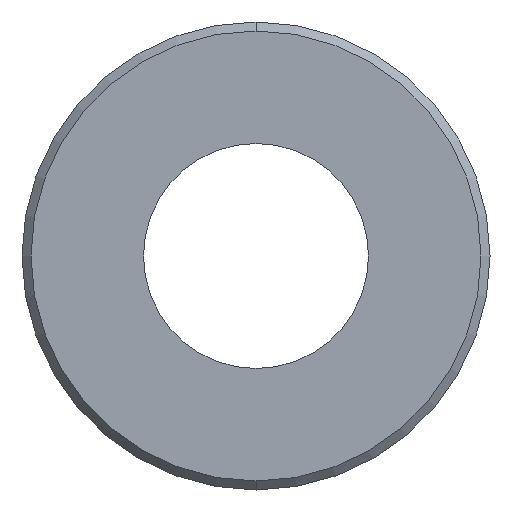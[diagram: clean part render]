
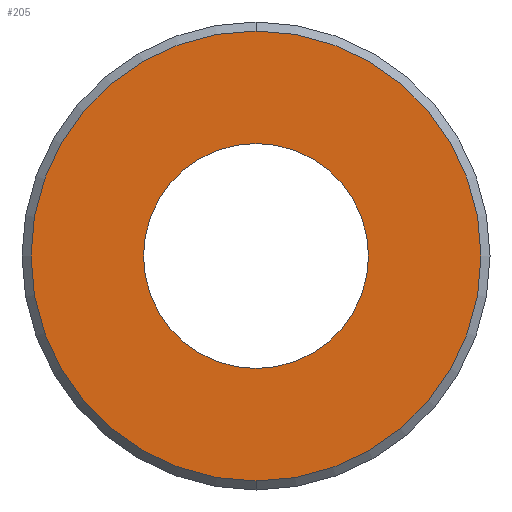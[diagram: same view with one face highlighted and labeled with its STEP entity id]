
A CAD part, front view. The second image highlights one B-rep face of the part: STEP entity #205.
In plain terms, the highlighted planar face has unit normal (0, -1, 0).
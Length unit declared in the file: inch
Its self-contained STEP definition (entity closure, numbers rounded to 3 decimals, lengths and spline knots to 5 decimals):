
#6 = CIRCLE ( 'NONE', #250, 0.125 ) ;
#9 = ORIENTED_EDGE ( 'NONE', *, *, #297, .T. ) ;
#13 = VERTEX_POINT ( 'NONE', #313 ) ;
#17 = EDGE_CURVE ( 'NONE', #95, #301, #6, .T. ) ;
#19 = ORIENTED_EDGE ( 'NONE', *, *, #265, .T. ) ;
#25 = DIRECTION ( 'NONE',  ( 0., -1., 0. ) ) ;
#34 = CIRCLE ( 'NONE', #90, 0.25 ) ;
#36 = CARTESIAN_POINT ( 'NONE',  ( 0., 0., 0. ) ) ;
#37 = CARTESIAN_POINT ( 'NONE',  ( 0., 0., 0. ) ) ;
#51 = DIRECTION ( 'NONE',  ( 0., 0., 1. ) ) ;
#53 = DIRECTION ( 'NONE',  ( 0., 0., 1. ) ) ;
#78 = AXIS2_PLACEMENT_3D ( 'NONE', #174, #25, #197 ) ;
#84 = AXIS2_PLACEMENT_3D ( 'NONE', #281, #121, #309 ) ;
#90 = AXIS2_PLACEMENT_3D ( 'NONE', #37, #222, #53 ) ;
#95 = VERTEX_POINT ( 'NONE', #141 ) ;
#120 = CARTESIAN_POINT ( 'NONE',  ( 0., 0., 0. ) ) ;
#121 = DIRECTION ( 'NONE',  ( 0., 1., 0. ) ) ;
#130 = AXIS2_PLACEMENT_3D ( 'NONE', #120, #308, #156 ) ;
#141 = CARTESIAN_POINT ( 'NONE',  ( 0., 0., 0.125 ) ) ;
#144 = ORIENTED_EDGE ( 'NONE', *, *, #282, .T. ) ;
#156 = DIRECTION ( 'NONE',  ( 0., 0., 1. ) ) ;
#158 = EDGE_LOOP ( 'NONE', ( #9, #19 ) ) ;
#174 = CARTESIAN_POINT ( 'NONE',  ( 0., 0., 0. ) ) ;
#177 = ORIENTED_EDGE ( 'NONE', *, *, #17, .T. ) ;
#183 = FACE_BOUND ( 'NONE', #212, .T. ) ;
#197 = DIRECTION ( 'NONE',  ( 0., 0., 1. ) ) ;
#199 = CIRCLE ( 'NONE', #78, 0.25 ) ;
#202 = CARTESIAN_POINT ( 'NONE',  ( 0., 0., 0.25 ) ) ;
#205 = ADVANCED_FACE ( 'NONE', ( #248, #183 ), #279, .F. ) ;
#212 = EDGE_LOOP ( 'NONE', ( #144, #177 ) ) ;
#216 = VERTEX_POINT ( 'NONE', #202 ) ;
#220 = DIRECTION ( 'NONE',  ( 0., 1., 0. ) ) ;
#222 = DIRECTION ( 'NONE',  ( 0., -1., 0. ) ) ;
#248 = FACE_OUTER_BOUND ( 'NONE', #158, .T. ) ;
#250 = AXIS2_PLACEMENT_3D ( 'NONE', #36, #220, #51 ) ;
#265 = EDGE_CURVE ( 'NONE', #13, #216, #34, .T. ) ;
#279 = PLANE ( 'NONE',  #130 ) ;
#280 = CIRCLE ( 'NONE', #84, 0.125 ) ;
#281 = CARTESIAN_POINT ( 'NONE',  ( 0., 0., 0. ) ) ;
#282 = EDGE_CURVE ( 'NONE', #301, #95, #280, .T. ) ;
#283 = CARTESIAN_POINT ( 'NONE',  ( 0., 0., -0.125 ) ) ;
#297 = EDGE_CURVE ( 'NONE', #216, #13, #199, .T. ) ;
#301 = VERTEX_POINT ( 'NONE', #283 ) ;
#308 = DIRECTION ( 'NONE',  ( 0., 1., 0. ) ) ;
#309 = DIRECTION ( 'NONE',  ( 0., 0., 1. ) ) ;
#313 = CARTESIAN_POINT ( 'NONE',  ( 0., 0., -0.25 ) ) ;
